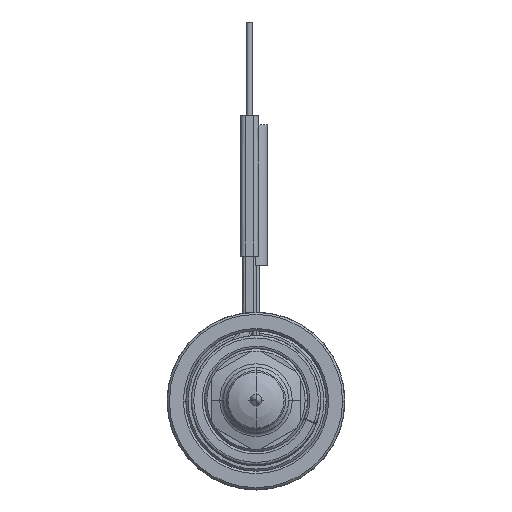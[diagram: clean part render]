
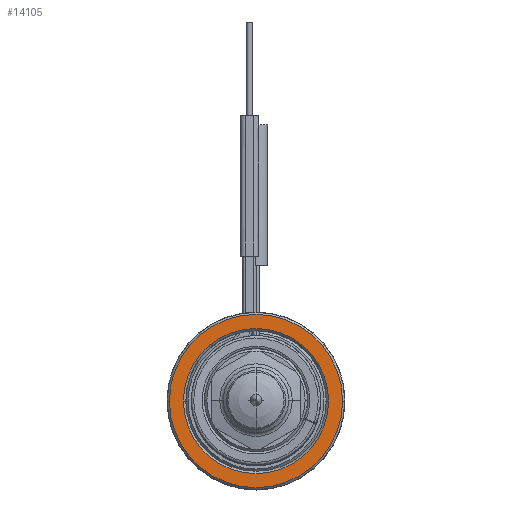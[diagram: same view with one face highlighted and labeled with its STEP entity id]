
A CAD part, top view. The second image highlights one B-rep face of the part: STEP entity #14105.
In plain terms, the highlighted planar face has unit normal (0, 0, 1).
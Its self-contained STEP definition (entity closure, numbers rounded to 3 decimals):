
#4636=CARTESIAN_POINT('',(0.,0.,
35.));
#4637=DIRECTION('',(0.,0.,-1.));
#4638=DIRECTION('',(-1.,0.,0.));
#4639=AXIS2_PLACEMENT_3D('',#4636,#4637,#4638);
#4650=CARTESIAN_POINT('',(0.,0.,
35.));
#4651=DIRECTION('',(0.,0.,-1.));
#4652=DIRECTION('',(1.,0.,0.));
#4653=AXIS2_PLACEMENT_3D('',#4650,#4651,#4652);
#4664=CARTESIAN_POINT('',(0.,0.,35.));
#4665=DIRECTION('',(0.,0.,-1.));
#4666=DIRECTION('',(1.,0.,0.));
#4667=AXIS2_PLACEMENT_3D('',#4664,#4665,#4666);
#4678=CARTESIAN_POINT('',(0.,0.,
35.));
#4679=DIRECTION('',(0.,0.,-1.));
#4680=DIRECTION('',(-1.,0.,0.));
#4681=AXIS2_PLACEMENT_3D('',#4678,#4679,#4680);
#7548=CARTESIAN_POINT('',(18.5,0.,35.));
#7549=CARTESIAN_POINT('',(-18.5,0.,
35.));
#7550=VERTEX_POINT('',#7548);
#7551=VERTEX_POINT('',#7549);
#7552=CARTESIAN_POINT('',(15.5,0.,35.));
#7553=CARTESIAN_POINT('',(-15.5,0.,35.));
#7554=VERTEX_POINT('',#7552);
#7555=VERTEX_POINT('',#7553);
#14090=CARTESIAN_POINT('',(0.,0.,35.));
#14091=DIRECTION('',(0.,0.,1.));
#14092=DIRECTION('',(-1.,0.,0.));
#14093=AXIS2_PLACEMENT_3D('',#14090,#14091,#14092);
#14094=PLANE('',#14093);
#14095=ORIENTED_EDGE('',*,*,#14072,.T.);
#14096=ORIENTED_EDGE('',*,*,#14057,.T.);
#14097=EDGE_LOOP('',(#14095,#14096));
#14098=FACE_OUTER_BOUND('',#14097,.F.);
#14100=ORIENTED_EDGE('',*,*,#14099,.F.);
#14102=ORIENTED_EDGE('',*,*,#14101,.F.);
#14103=EDGE_LOOP('',(#14100,#14102));
#14104=FACE_BOUND('',#14103,.F.);
#4640=CIRCLE('',#4639,18.5);
#4654=CIRCLE('',#4653,18.5);
#4668=CIRCLE('',#4667,15.5);
#4682=CIRCLE('',#4681,15.5);
#14057=EDGE_CURVE('',#7551,#7550,#4640,.T.);
#14072=EDGE_CURVE('',#7550,#7551,#4654,.T.);
#14099=EDGE_CURVE('',#7554,#7555,#4668,.T.);
#14101=EDGE_CURVE('',#7555,#7554,#4682,.T.);
#14105=ADVANCED_FACE('',(#14098,#14104),#14094,.T.);
